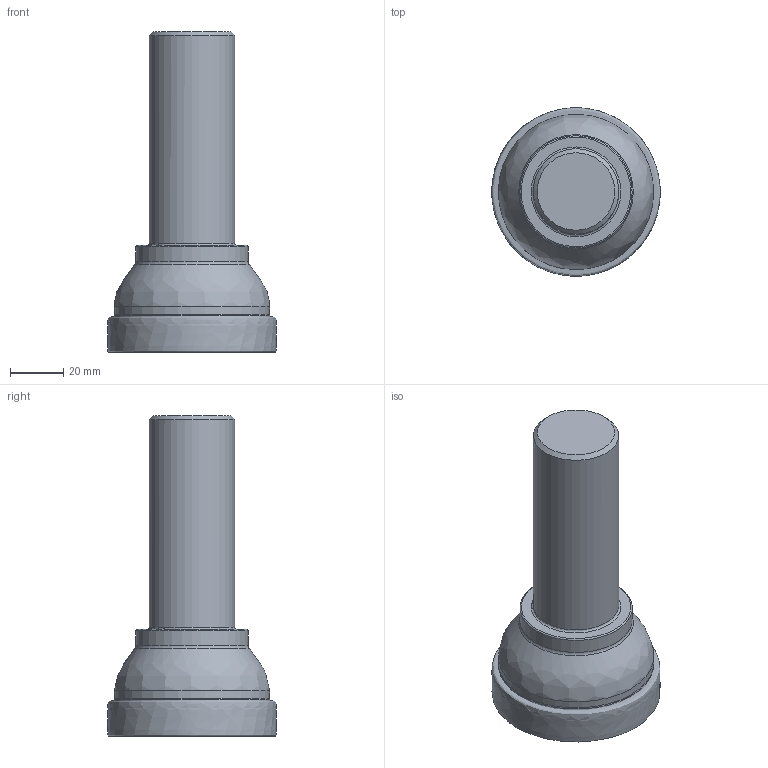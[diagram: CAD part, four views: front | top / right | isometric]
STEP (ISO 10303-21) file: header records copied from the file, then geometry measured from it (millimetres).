
FILE_DESCRIPTION(/* description */ (''),/* implementation_level */ '2;1');
FILE_NAME(/* name */ 'toolassembly_1.stp',/* time_stamp */ '2018-06-25T15:40:30+02:00',/* author */ (''),/* organization */ ('SMS'),/* preprocessor_version */ 'ST-DEVELOPER v15',/* originating_system */ 'SIEMENS PLM Software NX 8.5',/* authorisation */ '');
FILE_SCHEMA (('AUTOMOTIVE_DESIGN { 1 0 10303 214 3 1 1 1 }'));
Length unit declared in the file: millimetre
Products named in the file (4): ASSEMBLY_CONSTRUCTION; CUT_20180625153954; NOCUT_20180625153949; TOOLASSEMBLY_1
Assembly tree (3 placements, depth 2):
  TOOLASSEMBLY_1
    NOCUT_20180625153949
    CUT_20180625153954
    ASSEMBLY_CONSTRUCTION
Bounding box: 63 x 63 x 120.02 mm (x, y, z)
Volume: 181348.2 mm3; surface area: 27136.3 mm2
Topology: 2 solids, 2 shells, 23 faces, 46 edges, 37 vertices
Faces by surface type: torus 9, cone 5, plane 4, cylinder 3, revolution 1, bspline 1
Full cylindrical faces by diameter (mm): 32 x1, 42 x1, 58 x1
Entity records: 5988 total; most frequent: CARTESIAN_POINT 5388, DIRECTION 113, AXIS2_PLACEMENT_3D 56, EDGE_LOOP 42, ORIENTED_EDGE 42, FACE_BOUND 41, ADVANCED_FACE 23, STYLED_ITEM 23
